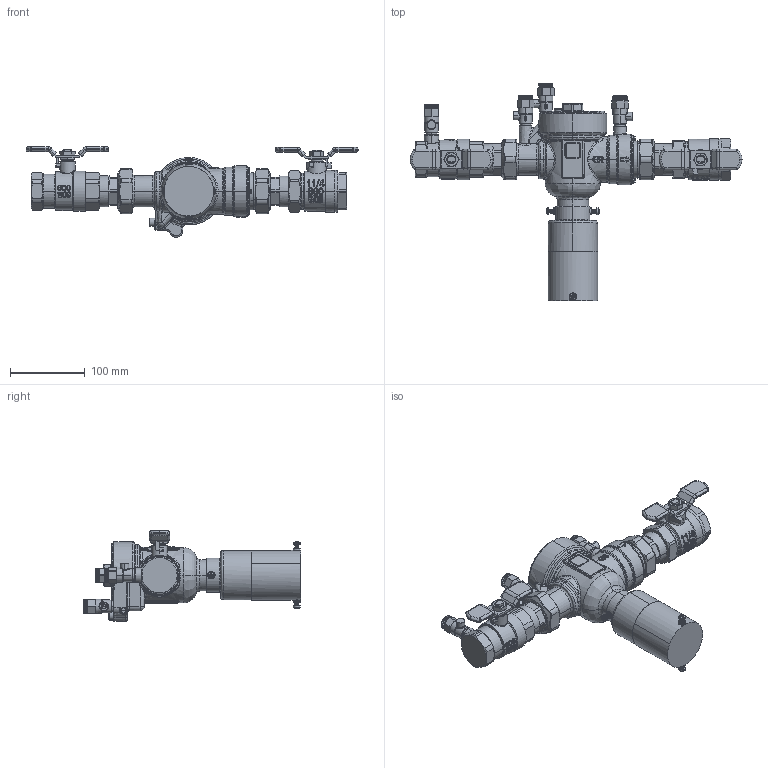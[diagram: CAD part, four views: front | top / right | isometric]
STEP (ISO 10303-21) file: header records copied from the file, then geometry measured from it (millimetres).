
FILE_DESCRIPTION(('CATIA V5 STEP Exchange','CAx-IF Rec.Pracs.--- Model Styling and Organization---1.4--- 2014-01-23','CAx-IF Rec.Pracs.---3D Tessellated Data Validation Properties---0.5---2014-09-14'),'2;1');
FILE_NAME('STEP_574700A_-_TST.stp','2020-04-23T12:54:06+00:00',('none'),('none'),'CATIA Version 5-6 Release 2019 SP3','CATIA V5 STEP AP242 v1','none');
FILE_SCHEMA(('AP242_MANAGED_MODEL_BASED_3D_ENGINEERING_MIM_LF {1 0 10303 442 1 1 4}'));
Length unit declared in the file: millimetre
Products named in the file (1): 574700A - TST
Bounding box: 443 x 290.61 x 120.99 mm (x, y, z)
Volume: 1822216.3 mm3; surface area: 179418.7 mm2
Topology: 1 solids, 1 shells, 5377 faces, 14362 edges, 8851 vertices
Faces by surface type: plane 1952, bspline 1763, cylinder 802, cone 304, sphere 244, torus 169, extrusion 111, revolution 32
Entity records: 246826 total; most frequent: CARTESIAN_POINT 139450, ORIENTED_EDGE 28222, EDGE_CURVE 14111, DIRECTION 11925, VERTEX_POINT 8851, B_SPLINE_CURVE_WITH_KNOTS 6511, EDGE_LOOP 5516, ADVANCED_FACE 5377
